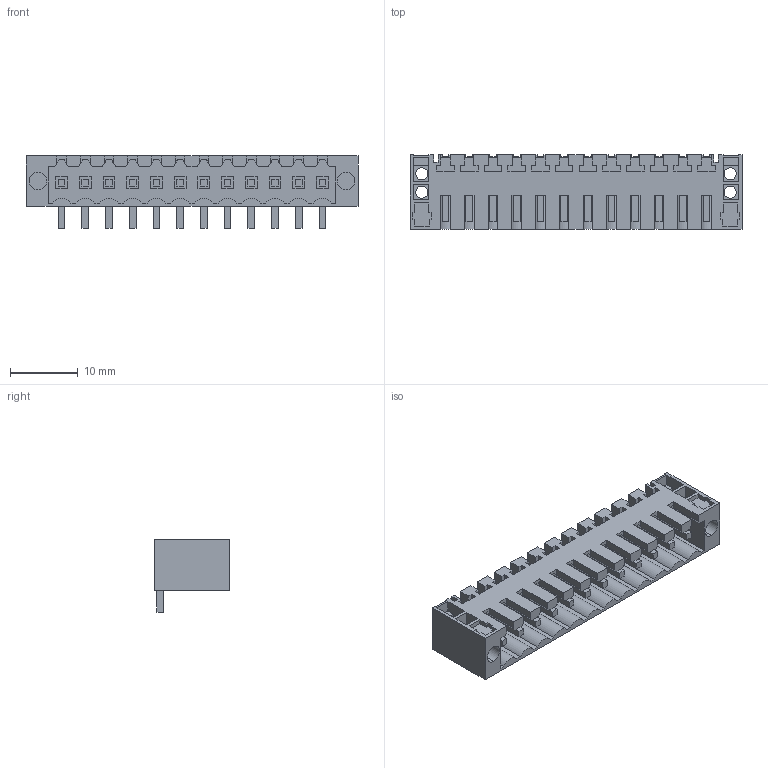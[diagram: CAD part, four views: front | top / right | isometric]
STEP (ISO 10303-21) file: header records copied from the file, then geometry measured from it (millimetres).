
FILE_DESCRIPTION(('CATIA V5 STEP Exchange','CAx-IF Rec.Pracs.--- Model Styling and Organization---1.4--- 2014-01-23'),'2;1');
FILE_NAME ('D1457234_1_1842180000_1842180000.stp','2021-08-12T06:35:43+00:00',('none'),('Weidmueller'),'CATIA Version 5-6 Release 2016 SP3 HF44','CATIA V5 STEP AP214','none');
FILE_SCHEMA(('AUTOMOTIVE_DESIGN { 1 0 10303 214 1 1 1 1 }'));
Length unit declared in the file: millimetre
Products named in the file (1): 1842180000
Bounding box: 49 x 11.05 x 10.65 mm (x, y, z)
Volume: 1747.8 mm3; surface area: 4618.4 mm2
Topology: 13 solids, 13 shells, 676 faces, 2027 edges, 1383 vertices
Faces by surface type: plane 648, cylinder 28
Entity records: 21456 total; most frequent: ORIENTED_EDGE 4054, CARTESIAN_POINT 3797, DIRECTION 2697, EDGE_CURVE 2027, VECTOR 1971, LINE 1971, VERTEX_POINT 1383, EDGE_LOOP 720
